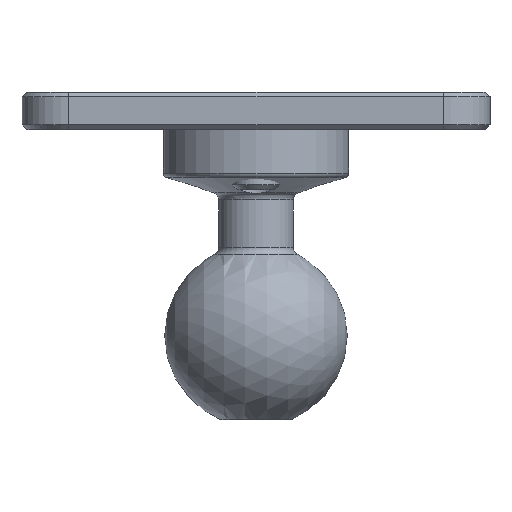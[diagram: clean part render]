
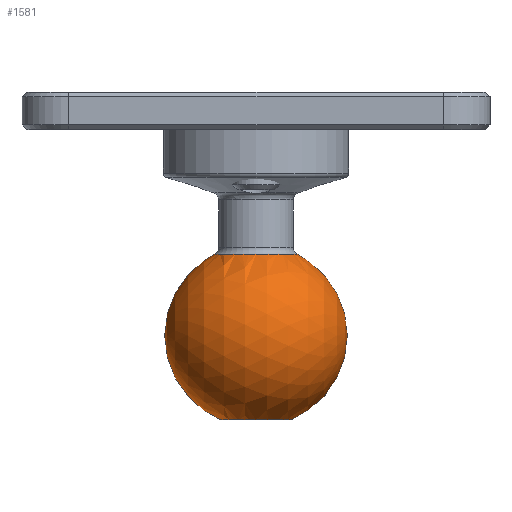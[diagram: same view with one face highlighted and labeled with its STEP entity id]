
A CAD part, left-side view. The second image highlights one B-rep face of the part: STEP entity #1581.
In plain terms, the highlighted spherical face has radius 9.75 mm.
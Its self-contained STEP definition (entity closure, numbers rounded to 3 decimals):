
#48=SPHERICAL_SURFACE('',#1818,9.75);
#97=FACE_BOUND('',#438,.T.);
#98=FACE_BOUND('',#439,.T.);
#214=CIRCLE('',#1819,9.75);
#215=CIRCLE('',#1820,4.436);
#216=CIRCLE('',#1821,4.436);
#217=CIRCLE('',#1822,3.75);
#324=FACE_OUTER_BOUND('',#437,.T.);
#437=EDGE_LOOP('',(#1325,#1326));
#438=EDGE_LOOP('',(#1327,#1328));
#439=EDGE_LOOP('',(#1329));
#751=VERTEX_POINT('',#2687);
#752=VERTEX_POINT('',#2688);
#753=VERTEX_POINT('',#2690);
#754=VERTEX_POINT('',#2691);
#755=VERTEX_POINT('',#2694);
#956=EDGE_CURVE('',#751,#752,#214,.T.);
#957=EDGE_CURVE('',#753,#754,#215,.T.);
#958=EDGE_CURVE('',#754,#753,#216,.T.);
#959=EDGE_CURVE('',#755,#755,#217,.T.);
#1325=ORIENTED_EDGE('',*,*,#956,.T.);
#1326=ORIENTED_EDGE('',*,*,#956,.F.);
#1327=ORIENTED_EDGE('',*,*,#957,.T.);
#1328=ORIENTED_EDGE('',*,*,#958,.T.);
#1329=ORIENTED_EDGE('',*,*,#959,.F.);
#1581=ADVANCED_FACE('',(#324,#97,#98),#48,.T.);
#1818=AXIS2_PLACEMENT_3D('',#2686,#2213,#2214);
#1819=AXIS2_PLACEMENT_3D('',#2689,#2215,#2216);
#1820=AXIS2_PLACEMENT_3D('',#2692,#2217,#2218);
#1821=AXIS2_PLACEMENT_3D('',#2693,#2219,#2220);
#1822=AXIS2_PLACEMENT_3D('',#2695,#2221,#2222);
#2213=DIRECTION('center_axis',(-1.,0.,0.));
#2214=DIRECTION('ref_axis',(0.,0.,1.));
#2215=DIRECTION('center_axis',(0.,-1.,0.));
#2216=DIRECTION('ref_axis',(0.,0.,-1.));
#2217=DIRECTION('center_axis',(0.,-1.,0.));
#2218=DIRECTION('ref_axis',(1.,0.,0.));
#2219=DIRECTION('center_axis',(0.,-1.,0.));
#2220=DIRECTION('ref_axis',(1.,0.,0.));
#2221=DIRECTION('center_axis',(0.,-1.,0.));
#2222=DIRECTION('ref_axis',(1.,0.,0.));
#2686=CARTESIAN_POINT('Origin',(0.,0.,0.));
#2687=CARTESIAN_POINT('',(-9.75,0.,0.));
#2688=CARTESIAN_POINT('',(9.75,0.,0.));
#2689=CARTESIAN_POINT('Origin',(0.,0.,0.));
#2690=CARTESIAN_POINT('',(4.436,8.682,0.));
#2691=CARTESIAN_POINT('',(-4.436,8.682,0.));
#2692=CARTESIAN_POINT('Origin',(0.,8.682,0.));
#2693=CARTESIAN_POINT('Origin',(0.,8.682,0.));
#2694=CARTESIAN_POINT('',(3.75,-9.,0.));
#2695=CARTESIAN_POINT('Origin',(0.,-9.,0.));
